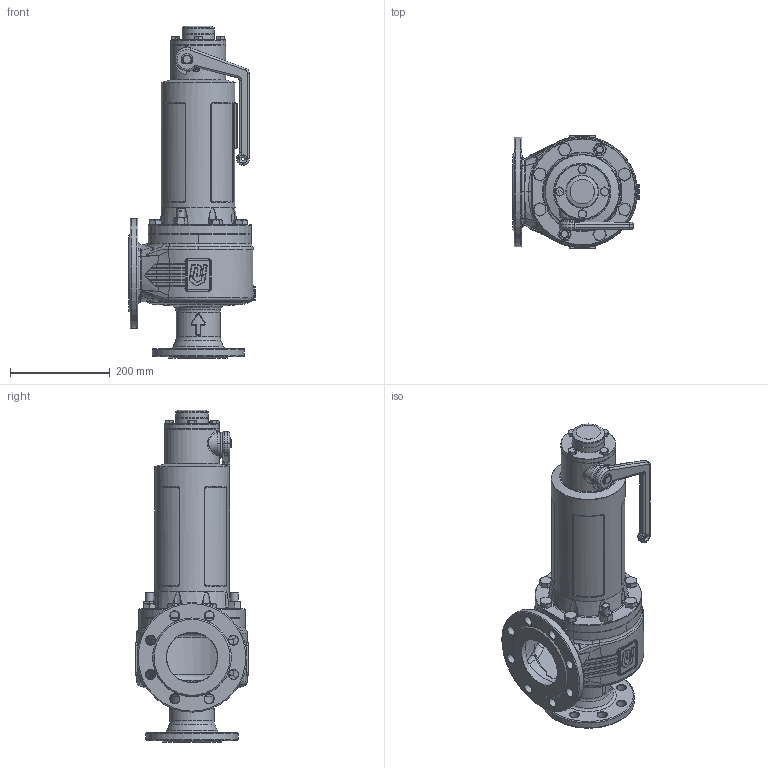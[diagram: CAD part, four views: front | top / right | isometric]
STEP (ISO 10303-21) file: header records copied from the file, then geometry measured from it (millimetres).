
FILE_DESCRIPTION(('HOOPS Exchange Step'),'2;1');
FILE_NAME('SF0610_DN65_65-100.stp','2025-06-27T13:26:39+02:00',('nieru'),('Unknown organisation'),'HOOPS Exchange 2024.2','HOOPS Exchange','Unknown authorisation');
FILE_SCHEMA( ('AP203_CONFIGURATION_CONTROLLED_3D_DESIGN_OF_MECHANICAL_PARTS_AND_ASSEMBLIES_MIM_LF') );
Length unit declared in the file: millimetre
Products named in the file (2): 0; root
Assembly tree (1 placements, depth 2):
  root
    0
Bounding box: 255 x 226.17 x 666.75 mm (x, y, z)
Volume: 9504364.2 mm3; surface area: 809352.4 mm2
Topology: 24 solids, 24 shells, 1451 faces, 3558 edges, 2170 vertices
Faces by surface type: bspline 506, cylinder 340, plane 311, torus 175, cone 118, sphere 1
Full cylindrical faces by diameter (mm): 2 x1, 3 x1, 4.9 x1, 8 x1, 13.835 x2, 14.63 x4, 16 x2, 18.1 x1, 19 x16, 22.49 x6, 27.5 x1, 28 x1, 62.8 x1, 65 x3, 67 x1, 67.29 x1, 87.067 x1, 89 x1, 110 x2, 132 x1, 149 x1, 185 x1, 220 x1
Entity records: 116980 total; most frequent: CARTESIAN_POINT 86040, ORIENTED_EDGE 7004, DIRECTION 5265, EDGE_CURVE 3502, AXIS2_PLACEMENT_3D 2176, VERTEX_POINT 2171, EDGE_LOOP 1575, FACE_BOUND 1575
